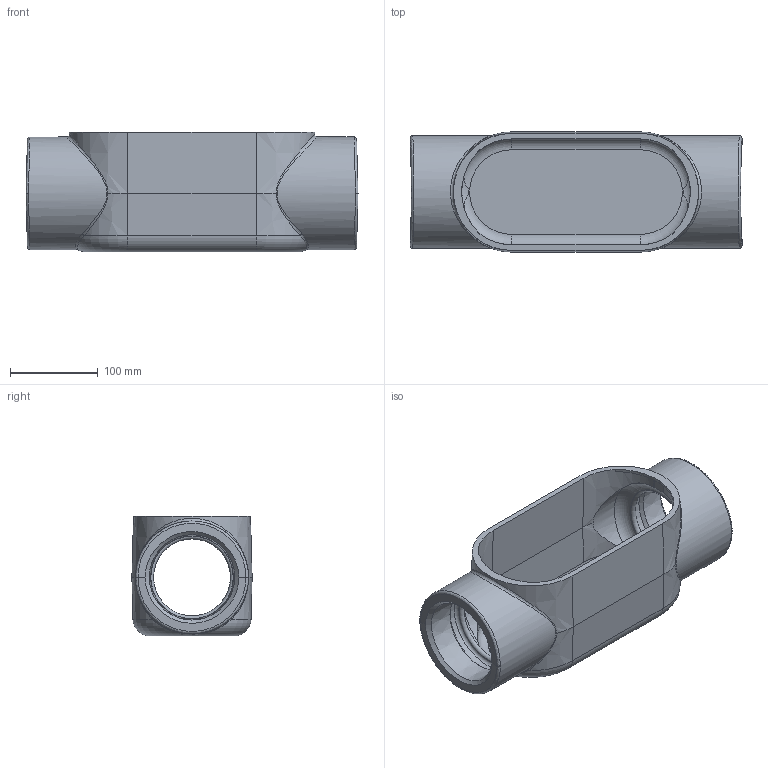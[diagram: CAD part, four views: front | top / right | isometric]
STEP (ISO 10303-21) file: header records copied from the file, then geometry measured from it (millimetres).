
FILE_DESCRIPTION(/* description */ (''),/* implementation_level */ '2;1');
FILE_NAME(/* name */ 'KIL_C97.stp',/* time_stamp */ '2019-02-15T09:36:30+05:00',/* author */ ('avenkatesan'),/* organization */ (''),/* preprocessor_version */ 'ST-DEVELOPER v17',/* originating_system */ 'Autodesk Inventor 2018',/* authorisation */ '');
FILE_SCHEMA (('AUTOMOTIVE_DESIGN { 1 0 10303 214 3 1 1 }'));
Length unit declared in the file: inch
Products named in the file (1): 17736
Bounding box: 378.31 x 137.01 x 136.53 mm (x, y, z)
Volume: 1250210.3 mm3; surface area: 307854.8 mm2
Topology: 1 solids, 1 shells, 96 faces, 252 edges, 160 vertices
Faces by surface type: plane 28, cylinder 22, cone 22, bspline 12, torus 12
Full cylindrical faces by diameter (mm): 101.879 x2, 128.575 x2
Entity records: 7587 total; most frequent: CARTESIAN_POINT 5174, DIRECTION 508, ORIENTED_EDGE 504, EDGE_CURVE 252, AXIS2_PLACEMENT_3D 220, VERTEX_POINT 160, CIRCLE 108, EDGE_LOOP 102
